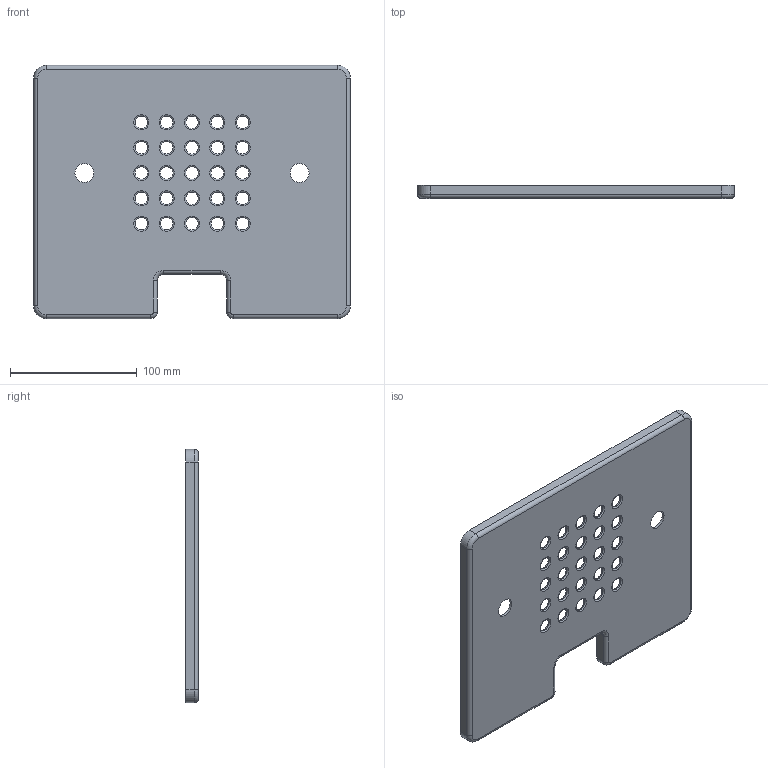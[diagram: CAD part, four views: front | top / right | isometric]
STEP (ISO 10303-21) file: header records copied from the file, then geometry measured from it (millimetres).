
FILE_DESCRIPTION(/* description */ (''),/* implementation_level */ '2;1');
FILE_NAME(/* name */ 'Front.step',/* time_stamp */ '2018-06-11T11:30:03+01:00',/* author */ (''),/* organization */ (''),/* preprocessor_version */ 'ST-DEVELOPER v17',/* originating_system */ 'Autodesk Translation Framework v7.1.0.215',/* authorisation */ '');
FILE_SCHEMA (('AUTOMOTIVE_DESIGN { 1 0 10303 214 3 1 1 }'));
Length unit declared in the file: millimetre
Products named in the file (1): Front
Bounding box: 250 x 10 x 200 mm (x, y, z)
Volume: 104559.9 mm3; surface area: 108053.6 mm2
Topology: 1 solids, 1 shells, 119 faces, 341 edges, 225 vertices
Faces by surface type: cylinder 59, torus 39, plane 19, bspline 2
Full cylindrical faces by diameter (mm): 10 x25, 15 x2
Entity records: 4182 total; most frequent: DIRECTION 811, CARTESIAN_POINT 702, ORIENTED_EDGE 682, AXIS2_PLACEMENT_3D 352, EDGE_CURVE 341, CIRCLE 234, VERTEX_POINT 225, EDGE_LOOP 174
